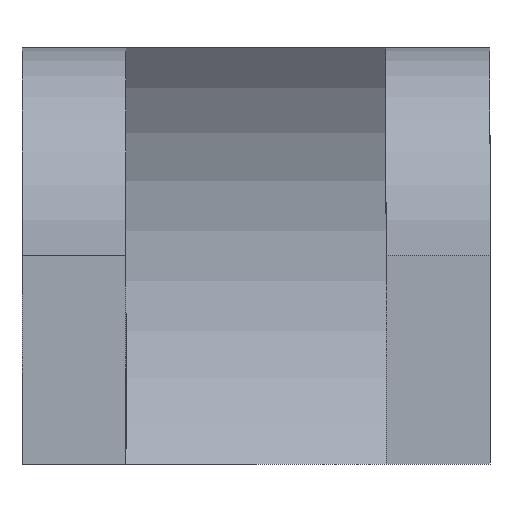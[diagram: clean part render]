
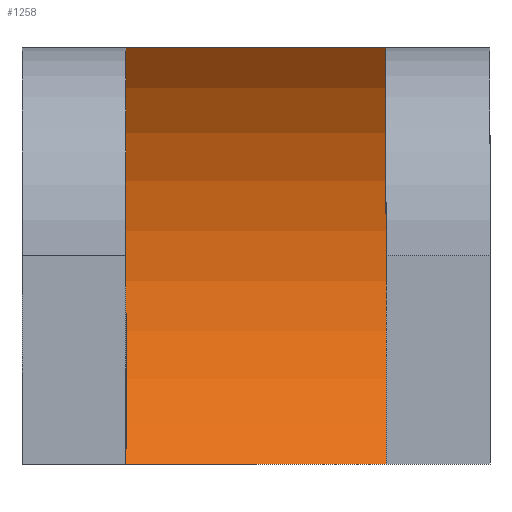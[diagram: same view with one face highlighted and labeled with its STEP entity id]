
A CAD part, front view. The second image highlights one B-rep face of the part: STEP entity #1258.
In plain terms, the highlighted cylindrical face has radius 12 mm (diameter 24 mm), a partial arc.
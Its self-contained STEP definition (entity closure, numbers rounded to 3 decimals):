
#264 = PLANE('',#265);
#265 = AXIS2_PLACEMENT_3D('',#266,#267,#268);
#266 = CARTESIAN_POINT('',(-4.,0.,8.));
#267 = DIRECTION('',(-1.,0.,0.));
#268 = DIRECTION('',(0.,0.,1.));
#428 = PLANE('',#429);
#429 = AXIS2_PLACEMENT_3D('',#430,#431,#432);
#430 = CARTESIAN_POINT('',(0.,0.,0.));
#431 = DIRECTION('',(0.,0.,1.));
#432 = DIRECTION('',(-1.,0.,0.));
#543 = PLANE('',#544);
#544 = AXIS2_PLACEMENT_3D('',#545,#546,#547);
#545 = CARTESIAN_POINT('',(0.,0.,16.));
#546 = DIRECTION('',(0.,0.,1.));
#547 = DIRECTION('',(-1.,0.,0.));
#559 = VERTEX_POINT('',#560);
#560 = CARTESIAN_POINT('',(-4.,8.944,16.));
#581 = EDGE_CURVE('',#559,#582,#584,.T.);
#582 = VERTEX_POINT('',#583);
#583 = CARTESIAN_POINT('',(-4.,8.944,0.));
#584 = SURFACE_CURVE('',#585,(#590,#597),.PCURVE_S1.);
#585 = CIRCLE('',#586,12.);
#586 = AXIS2_PLACEMENT_3D('',#587,#588,#589);
#587 = CARTESIAN_POINT('',(-4.,0.,8.));
#588 = DIRECTION('',(-1.,0.,0.));
#589 = DIRECTION('',(0.,0.,1.));
#590 = PCURVE('',#264,#591);
#591 = DEFINITIONAL_REPRESENTATION('',(#592),#596);
#592 = CIRCLE('',#593,12.);
#593 = AXIS2_PLACEMENT_2D('',#594,#595);
#594 = CARTESIAN_POINT('',(0.,0.));
#595 = DIRECTION('',(1.,0.));
#596 = ( GEOMETRIC_REPRESENTATION_CONTEXT(2) 
PARAMETRIC_REPRESENTATION_CONTEXT() REPRESENTATION_CONTEXT('2D SPACE',''
  ) );
#597 = PCURVE('',#598,#603);
#598 = CYLINDRICAL_SURFACE('',#599,12.);
#599 = AXIS2_PLACEMENT_3D('',#600,#601,#602);
#600 = CARTESIAN_POINT('',(-4.,0.,8.));
#601 = DIRECTION('',(-1.,0.,0.));
#602 = DIRECTION('',(0.,0.,1.));
#603 = DEFINITIONAL_REPRESENTATION('',(#604),#608);
#604 = LINE('',#605,#606);
#605 = CARTESIAN_POINT('',(0.,0.));
#606 = VECTOR('',#607,1.);
#607 = DIRECTION('',(1.,0.));
#608 = ( GEOMETRIC_REPRESENTATION_CONTEXT(2) 
PARAMETRIC_REPRESENTATION_CONTEXT() REPRESENTATION_CONTEXT('2D SPACE',''
  ) );
#948 = VERTEX_POINT('',#949);
#949 = CARTESIAN_POINT('',(-14.,8.944,0.));
#962 = PLANE('',#963);
#963 = AXIS2_PLACEMENT_3D('',#964,#965,#966);
#964 = CARTESIAN_POINT('',(-14.,0.,8.));
#965 = DIRECTION('',(-1.,0.,0.));
#966 = DIRECTION('',(0.,0.,1.));
#973 = EDGE_CURVE('',#582,#948,#974,.T.);
#974 = SURFACE_CURVE('',#975,(#979,#985),.PCURVE_S1.);
#975 = LINE('',#976,#977);
#976 = CARTESIAN_POINT('',(-4.,8.944,0.));
#977 = VECTOR('',#978,1.);
#978 = DIRECTION('',(-1.,0.,0.));
#979 = PCURVE('',#428,#980);
#980 = DEFINITIONAL_REPRESENTATION('',(#981),#984);
#981 = B_SPLINE_CURVE_WITH_KNOTS('',1,(#982,#983),.UNSPECIFIED.,.F.,.F.,
  (2,2),(0.,10.),.PIECEWISE_BEZIER_KNOTS.);
#982 = CARTESIAN_POINT('',(4.,-8.944));
#983 = CARTESIAN_POINT('',(14.,-8.944));
#984 = ( GEOMETRIC_REPRESENTATION_CONTEXT(2) 
PARAMETRIC_REPRESENTATION_CONTEXT() REPRESENTATION_CONTEXT('2D SPACE',''
  ) );
#985 = PCURVE('',#598,#986);
#986 = DEFINITIONAL_REPRESENTATION('',(#987),#990);
#987 = B_SPLINE_CURVE_WITH_KNOTS('',1,(#988,#989),.UNSPECIFIED.,.F.,.F.,
  (2,2),(0.,10.),.PIECEWISE_BEZIER_KNOTS.);
#988 = CARTESIAN_POINT('',(2.301,0.));
#989 = CARTESIAN_POINT('',(2.301,10.));
#990 = ( GEOMETRIC_REPRESENTATION_CONTEXT(2) 
PARAMETRIC_REPRESENTATION_CONTEXT() REPRESENTATION_CONTEXT('2D SPACE',''
  ) );
#1185 = VERTEX_POINT('',#1186);
#1186 = CARTESIAN_POINT('',(-14.,8.944,16.));
#1205 = EDGE_CURVE('',#559,#1185,#1206,.T.);
#1206 = SURFACE_CURVE('',#1207,(#1211,#1217),.PCURVE_S1.);
#1207 = LINE('',#1208,#1209);
#1208 = CARTESIAN_POINT('',(-4.,8.944,16.));
#1209 = VECTOR('',#1210,1.);
#1210 = DIRECTION('',(-1.,0.,0.));
#1211 = PCURVE('',#543,#1212);
#1212 = DEFINITIONAL_REPRESENTATION('',(#1213),#1216);
#1213 = B_SPLINE_CURVE_WITH_KNOTS('',1,(#1214,#1215),.UNSPECIFIED.,.F.,
  .F.,(2,2),(0.,10.),.PIECEWISE_BEZIER_KNOTS.);
#1214 = CARTESIAN_POINT('',(4.,-8.944));
#1215 = CARTESIAN_POINT('',(14.,-8.944));
#1216 = ( GEOMETRIC_REPRESENTATION_CONTEXT(2) 
PARAMETRIC_REPRESENTATION_CONTEXT() REPRESENTATION_CONTEXT('2D SPACE',''
  ) );
#1217 = PCURVE('',#598,#1218);
#1218 = DEFINITIONAL_REPRESENTATION('',(#1219),#1222);
#1219 = B_SPLINE_CURVE_WITH_KNOTS('',1,(#1220,#1221),.UNSPECIFIED.,.F.,
  .F.,(2,2),(0.,10.),.PIECEWISE_BEZIER_KNOTS.);
#1220 = CARTESIAN_POINT('',(0.841,0.));
#1221 = CARTESIAN_POINT('',(0.841,10.));
#1222 = ( GEOMETRIC_REPRESENTATION_CONTEXT(2) 
PARAMETRIC_REPRESENTATION_CONTEXT() REPRESENTATION_CONTEXT('2D SPACE',''
  ) );
#1258 = ADVANCED_FACE('',(#1259),#598,.F.);
#1259 = FACE_BOUND('',#1260,.F.);
#1260 = EDGE_LOOP('',(#1261,#1283,#1284,#1285));
#1261 = ORIENTED_EDGE('',*,*,#1262,.F.);
#1262 = EDGE_CURVE('',#1185,#948,#1263,.T.);
#1263 = SURFACE_CURVE('',#1264,(#1269,#1276),.PCURVE_S1.);
#1264 = CIRCLE('',#1265,12.);
#1265 = AXIS2_PLACEMENT_3D('',#1266,#1267,#1268);
#1266 = CARTESIAN_POINT('',(-14.,0.,8.));
#1267 = DIRECTION('',(-1.,0.,0.));
#1268 = DIRECTION('',(0.,0.,1.));
#1269 = PCURVE('',#598,#1270);
#1270 = DEFINITIONAL_REPRESENTATION('',(#1271),#1275);
#1271 = LINE('',#1272,#1273);
#1272 = CARTESIAN_POINT('',(0.,10.));
#1273 = VECTOR('',#1274,1.);
#1274 = DIRECTION('',(1.,0.));
#1275 = ( GEOMETRIC_REPRESENTATION_CONTEXT(2) 
PARAMETRIC_REPRESENTATION_CONTEXT() REPRESENTATION_CONTEXT('2D SPACE',''
  ) );
#1276 = PCURVE('',#962,#1277);
#1277 = DEFINITIONAL_REPRESENTATION('',(#1278),#1282);
#1278 = CIRCLE('',#1279,12.);
#1279 = AXIS2_PLACEMENT_2D('',#1280,#1281);
#1280 = CARTESIAN_POINT('',(0.,0.));
#1281 = DIRECTION('',(1.,0.));
#1282 = ( GEOMETRIC_REPRESENTATION_CONTEXT(2) 
PARAMETRIC_REPRESENTATION_CONTEXT() REPRESENTATION_CONTEXT('2D SPACE',''
  ) );
#1283 = ORIENTED_EDGE('',*,*,#1205,.F.);
#1284 = ORIENTED_EDGE('',*,*,#581,.T.);
#1285 = ORIENTED_EDGE('',*,*,#973,.T.);
